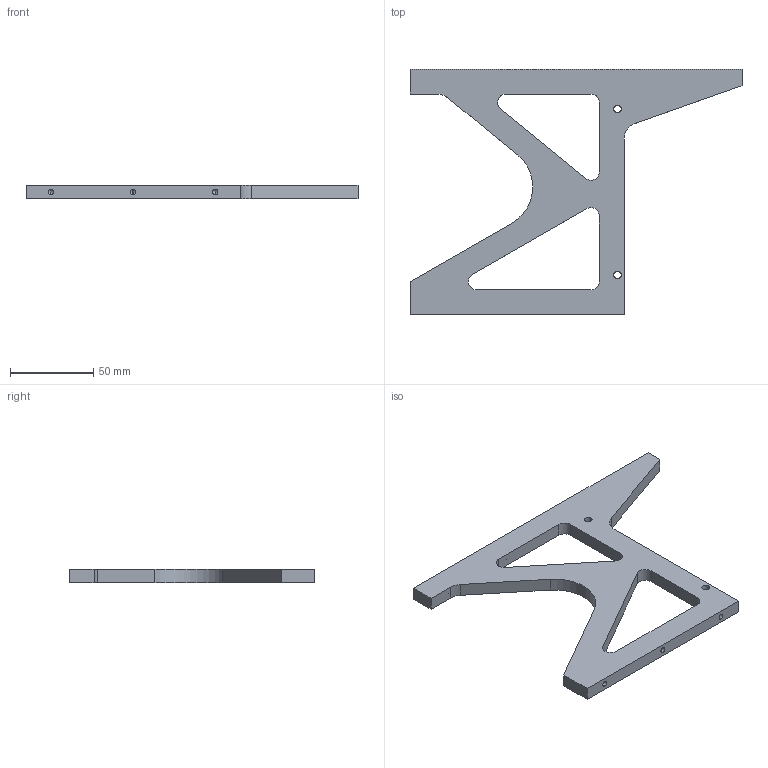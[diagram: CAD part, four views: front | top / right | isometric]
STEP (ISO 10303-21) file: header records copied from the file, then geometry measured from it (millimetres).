
FILE_DESCRIPTION (( 'STEP AP214' ), '1' );
FILE_NAME ('K4-PAROI TYPE 3.STEP', '2022-05-23T19:09:51', ( '' ), ( '' ), 'SwSTEP 2.0', 'SolidWorks 2021', '' );
FILE_SCHEMA (( 'AUTOMOTIVE_DESIGN' ));
Length unit declared in the file: millimetre
Products named in the file (1): K4-PAROI TYPE 3
Bounding box: 200 x 148 x 8 mm (x, y, z)
Volume: 85271.6 mm3; surface area: 32225.7 mm2
Topology: 1 solids, 1 shells, 67 faces, 175 edges, 105 vertices
Faces by surface type: cylinder 33, plane 20, cone 14
Entity records: 2169 total; most frequent: DIRECTION 363, CARTESIAN_POINT 334, ORIENTED_EDGE 322, EDGE_CURVE 161, AXIS2_PLACEMENT_3D 134, VERTEX_POINT 105, LINE 95, VECTOR 95
